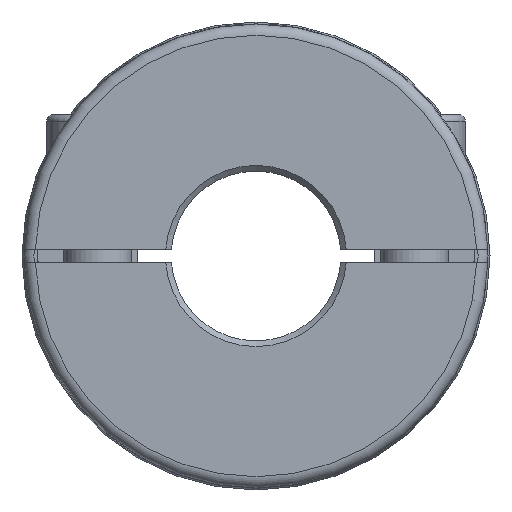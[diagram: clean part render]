
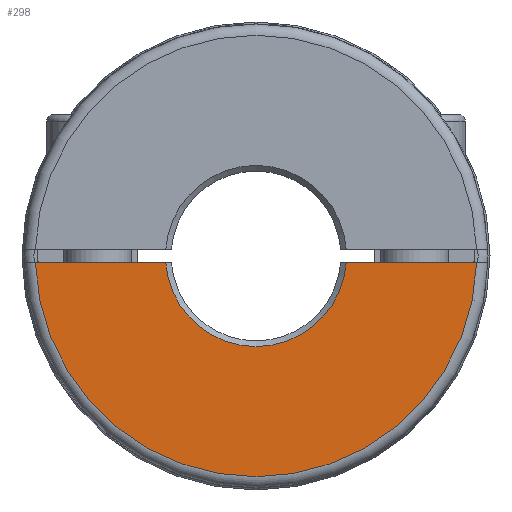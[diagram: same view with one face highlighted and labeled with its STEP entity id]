
A CAD part, left-side view. The second image highlights one B-rep face of the part: STEP entity #298.
In plain terms, the highlighted planar face has unit normal (-1, 0, 0).
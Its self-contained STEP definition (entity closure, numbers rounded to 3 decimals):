
#298 = ADVANCED_FACE( '', ( #736 ), #737, .F. );
#736 = FACE_OUTER_BOUND( '', #1355, .T. );
#737 = PLANE( '', #1356 );
#1355 = EDGE_LOOP( '', ( #2184, #2185, #2186, #2187 ) );
#1356 = AXIS2_PLACEMENT_3D( '', #2188, #2189, #2190 );
#2184 = ORIENTED_EDGE( '', *, *, #3309, .F. );
#2185 = ORIENTED_EDGE( '', *, *, #3310, .T. );
#2186 = ORIENTED_EDGE( '', *, *, #3311, .F. );
#2187 = ORIENTED_EDGE( '', *, *, #3312, .F. );
#2188 = CARTESIAN_POINT( '', ( -67., 0., 8.5 ) );
#2189 = DIRECTION( '', ( 1., 0., 0. ) );
#2190 = DIRECTION( '', ( 0., 0., 1. ) );
#3309 = EDGE_CURVE( '', #3929, #3930, #3931, .T. );
#3310 = EDGE_CURVE( '', #3929, #3932, #3933, .T. );
#3311 = EDGE_CURVE( '', #3934, #3932, #3935, .T. );
#3312 = EDGE_CURVE( '', #3930, #3934, #3936, .T. );
#3929 = VERTEX_POINT( '', #5099 );
#3930 = VERTEX_POINT( '', #5100 );
#3931 = LINE( '', #5101, #5102 );
#3932 = VERTEX_POINT( '', #5103 );
#3933 = CIRCLE( '', #5104, 16. );
#3934 = VERTEX_POINT( '', #5105 );
#3935 = LINE( '', #5106, #5107 );
#3936 = CIRCLE( '', #5108, 39. );
#5099 = CARTESIAN_POINT( '', ( -67., -15.955, -1.2 ) );
#5100 = CARTESIAN_POINT( '', ( -67., -38.982, -1.2 ) );
#5101 = CARTESIAN_POINT( '', ( -67., 0., -1.2 ) );
#5102 = VECTOR( '', #6535, 1000. );
#5103 = CARTESIAN_POINT( '', ( -67., 15.955, -1.2 ) );
#5104 = AXIS2_PLACEMENT_3D( '', #6536, #6537, #6538 );
#5105 = CARTESIAN_POINT( '', ( -67., 38.982, -1.2 ) );
#5106 = CARTESIAN_POINT( '', ( -67., 0., -1.2 ) );
#5107 = VECTOR( '', #6539, 1000. );
#5108 = AXIS2_PLACEMENT_3D( '', #6540, #6541, #6542 );
#6535 = DIRECTION( '', ( 0., -1., 0. ) );
#6536 = CARTESIAN_POINT( '', ( -67., 0., 0. ) );
#6537 = DIRECTION( '', ( 1., 0., 0. ) );
#6538 = DIRECTION( '', ( 0., 1., 0. ) );
#6539 = DIRECTION( '', ( 0., -1., 0. ) );
#6540 = CARTESIAN_POINT( '', ( -67., 0., 0. ) );
#6541 = DIRECTION( '', ( 1., 0., 0. ) );
#6542 = DIRECTION( '', ( 0., 0., 1. ) );
